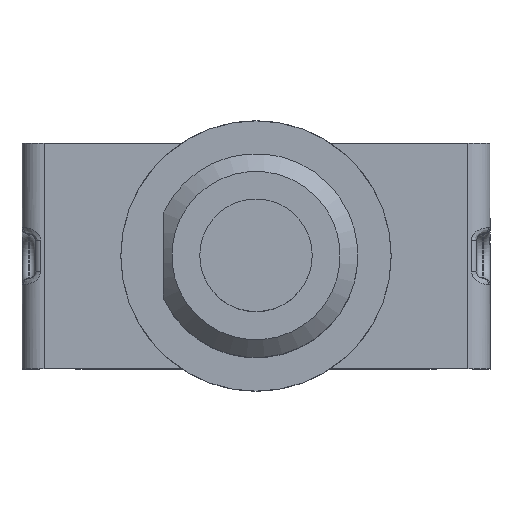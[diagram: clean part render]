
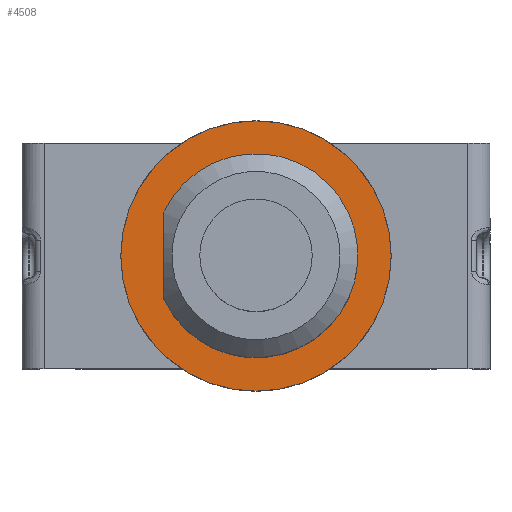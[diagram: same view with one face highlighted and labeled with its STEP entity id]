
A CAD part, top view. The second image highlights one B-rep face of the part: STEP entity #4508.
In plain terms, the highlighted planar face has unit normal (0, 0, 1).
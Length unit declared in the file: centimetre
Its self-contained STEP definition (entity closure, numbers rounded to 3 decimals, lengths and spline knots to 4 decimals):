
#101=FACE_BOUND('',#702,.T.);
#203=PLANE('',#4903);
#427=FACE_OUTER_BOUND('',#701,.T.);
#701=EDGE_LOOP('',(#3535));
#702=EDGE_LOOP('',(#3536,#3537));
#988=LINE('',#7667,#1409);
#1409=VECTOR('',#5691,1.);
#1828=CIRCLE('',#4902,0.23);
#1829=CIRCLE('',#4904,0.305);
#2055=VERTEX_POINT('',#7664);
#2056=VERTEX_POINT('',#7666);
#2057=VERTEX_POINT('',#7673);
#2583=EDGE_CURVE('',#2056,#2055,#988,.T.);
#2585=EDGE_CURVE('',#2055,#2056,#1828,.T.);
#2586=EDGE_CURVE('',#2057,#2057,#1829,.T.);
#3535=ORIENTED_EDGE('',*,*,#2586,.F.);
#3536=ORIENTED_EDGE('',*,*,#2583,.T.);
#3537=ORIENTED_EDGE('',*,*,#2585,.T.);
#4508=ADVANCED_FACE('',(#427,#101),#203,.F.);
#4902=AXIS2_PLACEMENT_3D('',#7671,#5697,#5698);
#4903=AXIS2_PLACEMENT_3D('',#7672,#5699,#5700);
#4904=AXIS2_PLACEMENT_3D('',#7674,#5701,#5702);
#5691=DIRECTION('',(0.,1.,0.));
#5697=DIRECTION('center_axis',(0.,0.,
-1.));
#5698=DIRECTION('ref_axis',(0.909,0.417,0.));
#5699=DIRECTION('center_axis',(0.,0.,
-1.));
#5700=DIRECTION('ref_axis',(1.,0.,0.));
#5701=DIRECTION('center_axis',(0.,0.,
-1.));
#5702=DIRECTION('ref_axis',(1.,0.,0.));
#7664=CARTESIAN_POINT('',(-0.209,0.096,0.824));
#7666=CARTESIAN_POINT('',(-0.209,-0.096,0.824));
#7667=CARTESIAN_POINT('',(-0.209,-0.048,0.824));
#7671=CARTESIAN_POINT('Origin',(0.,0.,
0.824));
#7672=CARTESIAN_POINT('Origin',(0.,0.,
0.824));
#7673=CARTESIAN_POINT('',(-0.305,0.,0.824));
#7674=CARTESIAN_POINT('Origin',(0.,0.,
0.824));
